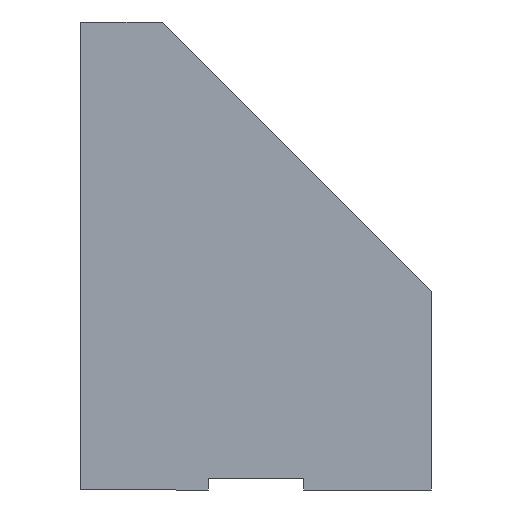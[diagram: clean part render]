
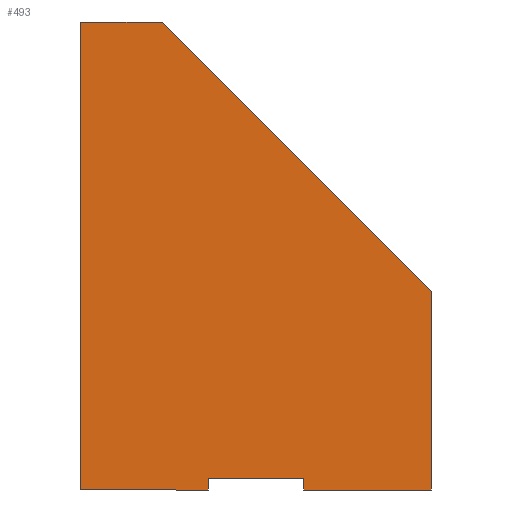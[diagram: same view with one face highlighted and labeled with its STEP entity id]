
A CAD part, left-side view. The second image highlights one B-rep face of the part: STEP entity #493.
In plain terms, the highlighted planar face has unit normal (-1, 0, 0).
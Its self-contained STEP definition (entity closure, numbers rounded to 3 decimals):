
#9 = VERTEX_POINT ( 'NONE', #136 ) ;
#10 = CARTESIAN_POINT ( 'NONE',  ( 5., 54.953, 45.547 ) ) ;
#16 = CARTESIAN_POINT ( 'NONE',  ( 5., 21.953, 5.547 ) ) ;
#31 = EDGE_CURVE ( 'NONE', #676, #677, #411, .T. ) ;
#52 = CARTESIAN_POINT ( 'NONE',  ( 5., 51.053, 6.547 ) ) ;
#70 = VECTOR ( 'NONE', #820, 1000. ) ;
#77 = DIRECTION ( 'NONE',  ( 0., 0., 1. ) ) ;
#98 = LINE ( 'NONE', #172, #161 ) ;
#107 = LINE ( 'NONE', #257, #317 ) ;
#136 = CARTESIAN_POINT ( 'NONE',  ( 5., 61.953, 45.547 ) ) ;
#137 = LINE ( 'NONE', #10, #822 ) ;
#161 = VECTOR ( 'NONE', #765, 1000. ) ;
#172 = CARTESIAN_POINT ( 'NONE',  ( 5., 61.953, 5.547 ) ) ;
#175 = CARTESIAN_POINT ( 'NONE',  ( 5., 42.853, 6.547 ) ) ;
#185 = DIRECTION ( 'NONE',  ( 0., 0., -1. ) ) ;
#195 = ORIENTED_EDGE ( 'NONE', *, *, #31, .T. ) ;
#209 = VECTOR ( 'NONE', #949, 1000. ) ;
#215 = ORIENTED_EDGE ( 'NONE', *, *, #305, .T. ) ;
#220 = ORIENTED_EDGE ( 'NONE', *, *, #295, .F. ) ;
#241 = ORIENTED_EDGE ( 'NONE', *, *, #889, .F. ) ;
#252 = EDGE_CURVE ( 'NONE', #355, #766, #665, .T. ) ;
#257 = CARTESIAN_POINT ( 'NONE',  ( 5., 61.953, 5.547 ) ) ;
#270 = EDGE_CURVE ( 'NONE', #9, #547, #107, .T. ) ;
#287 = VECTOR ( 'NONE', #498, 1000. ) ;
#295 = EDGE_CURVE ( 'NONE', #766, #500, #544, .T. ) ;
#305 = EDGE_CURVE ( 'NONE', #547, #500, #98, .T. ) ;
#317 = VECTOR ( 'NONE', #608, 1000. ) ;
#324 = CARTESIAN_POINT ( 'NONE',  ( 5., 61.953, 5.547 ) ) ;
#329 = CARTESIAN_POINT ( 'NONE',  ( 5., 54.953, 45.547 ) ) ;
#344 = VERTEX_POINT ( 'NONE', #329 ) ;
#355 = VERTEX_POINT ( 'NONE', #175 ) ;
#383 = DIRECTION ( 'NONE',  ( 1., 0., 0. ) ) ;
#403 = CARTESIAN_POINT ( 'NONE',  ( 5., 61.953, 5.547 ) ) ;
#409 = VECTOR ( 'NONE', #818, 1000. ) ;
#411 = LINE ( 'NONE', #403, #209 ) ;
#420 = LINE ( 'NONE', #639, #287 ) ;
#490 = EDGE_LOOP ( 'NONE', ( #195, #570, #813, #241, #565, #215, #220, #906, #702 ) ) ;
#493 = ADVANCED_FACE ( 'NONE', ( #664 ), #888, .F. ) ;
#498 = DIRECTION ( 'NONE',  ( 0., 0., -1. ) ) ;
#500 = VERTEX_POINT ( 'NONE', #673 ) ;
#516 = EDGE_CURVE ( 'NONE', #676, #355, #824, .T. ) ;
#523 = CARTESIAN_POINT ( 'NONE',  ( 5., 51.053, 6.547 ) ) ;
#529 = AXIS2_PLACEMENT_3D ( 'NONE', #16, #383, #819 ) ;
#544 = LINE ( 'NONE', #838, #761 ) ;
#547 = VERTEX_POINT ( 'NONE', #324 ) ;
#565 = ORIENTED_EDGE ( 'NONE', *, *, #270, .T. ) ;
#570 = ORIENTED_EDGE ( 'NONE', *, *, #780, .F. ) ;
#597 = DIRECTION ( 'NONE',  ( 0., -0.707, -0.707 ) ) ;
#608 = DIRECTION ( 'NONE',  ( 0., 0., -1. ) ) ;
#639 = CARTESIAN_POINT ( 'NONE',  ( 5., 31.953, 5.547 ) ) ;
#664 = FACE_OUTER_BOUND ( 'NONE', #490, .T. ) ;
#665 = LINE ( 'NONE', #523, #70 ) ;
#673 = CARTESIAN_POINT ( 'NONE',  ( 5., 51.053, 5.547 ) ) ;
#676 = VERTEX_POINT ( 'NONE', #836 ) ;
#677 = VERTEX_POINT ( 'NONE', #692 ) ;
#692 = CARTESIAN_POINT ( 'NONE',  ( 5., 31.953, 5.547 ) ) ;
#702 = ORIENTED_EDGE ( 'NONE', *, *, #516, .F. ) ;
#732 = CARTESIAN_POINT ( 'NONE',  ( 5., 42.853, 5.547 ) ) ;
#761 = VECTOR ( 'NONE', #185, 1000. ) ;
#765 = DIRECTION ( 'NONE',  ( 0., -1., 0. ) ) ;
#766 = VERTEX_POINT ( 'NONE', #52 ) ;
#780 = EDGE_CURVE ( 'NONE', #786, #677, #420, .T. ) ;
#786 = VERTEX_POINT ( 'NONE', #795 ) ;
#795 = CARTESIAN_POINT ( 'NONE',  ( 5., 31.953, 22.547 ) ) ;
#799 = LINE ( 'NONE', #871, #409 ) ;
#813 = ORIENTED_EDGE ( 'NONE', *, *, #858, .F. ) ;
#818 = DIRECTION ( 'NONE',  ( 0., -1., 0. ) ) ;
#819 = DIRECTION ( 'NONE',  ( 0., -1., 0. ) ) ;
#820 = DIRECTION ( 'NONE',  ( 0., 1., 0. ) ) ;
#822 = VECTOR ( 'NONE', #597, 1000. ) ;
#824 = LINE ( 'NONE', #732, #913 ) ;
#836 = CARTESIAN_POINT ( 'NONE',  ( 5., 42.853, 5.547 ) ) ;
#838 = CARTESIAN_POINT ( 'NONE',  ( 5., 51.053, 5.547 ) ) ;
#858 = EDGE_CURVE ( 'NONE', #344, #786, #137, .T. ) ;
#871 = CARTESIAN_POINT ( 'NONE',  ( 5., 61.953, 45.547 ) ) ;
#888 = PLANE ( 'NONE',  #529 ) ;
#889 = EDGE_CURVE ( 'NONE', #9, #344, #799, .T. ) ;
#906 = ORIENTED_EDGE ( 'NONE', *, *, #252, .F. ) ;
#913 = VECTOR ( 'NONE', #77, 1000. ) ;
#949 = DIRECTION ( 'NONE',  ( 0., -1., 0. ) ) ;
